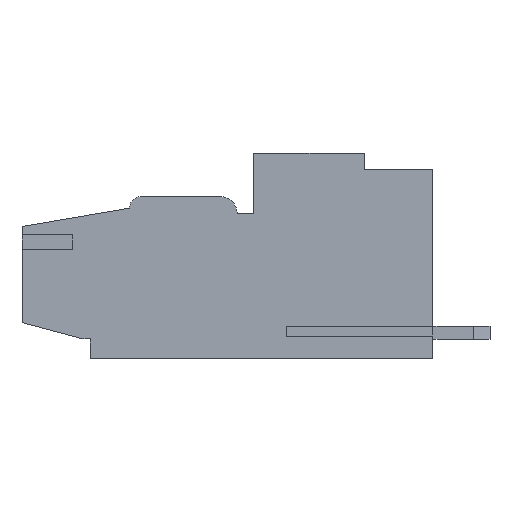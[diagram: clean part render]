
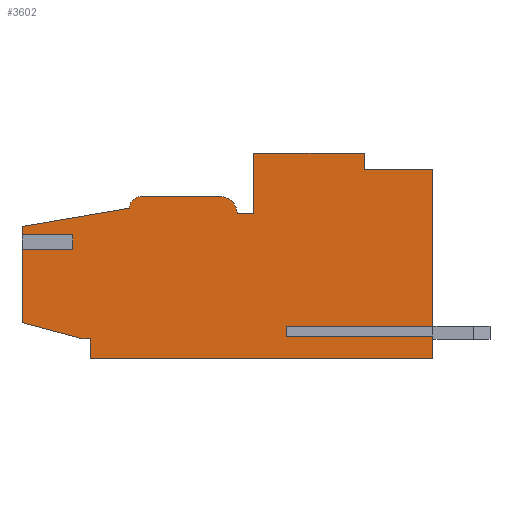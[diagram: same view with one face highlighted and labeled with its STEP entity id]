
A CAD part, left-side view. The second image highlights one B-rep face of the part: STEP entity #3602.
In plain terms, the highlighted planar face has unit normal (-1, 0, 0).
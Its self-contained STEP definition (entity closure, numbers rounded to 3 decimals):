
#97=DIRECTION('',(0.,0.,-1.));
#98=VECTOR('',#97,0.53);
#99=CARTESIAN_POINT('',(0.,22.1,7.415));
#100=LINE('',#99,#98);
#101=DIRECTION('',(0.,-1.,0.));
#102=VECTOR('',#101,3.1);
#103=CARTESIAN_POINT('',(0.,25.2,7.415));
#104=LINE('',#103,#102);
#105=DIRECTION('',(0.,0.,1.));
#106=VECTOR('',#105,0.696);
#107=CARTESIAN_POINT('',(0.,25.2,7.415));
#108=LINE('',#107,#106);
#109=DIRECTION('',(0.,0.986,-0.168));
#110=VECTOR('',#109,6.68);
#111=CARTESIAN_POINT('',(0.,18.615,9.236));
#112=LINE('',#111,#110);
#113=CARTESIAN_POINT('',(0.,17.909,9.236));
#114=DIRECTION('',(1.,0.,0.));
#115=DIRECTION('',(0.,1.,0.));
#116=AXIS2_PLACEMENT_3D('',#113,#114,#115);
#118=DIRECTION('',(0.,1.,0.));
#119=VECTOR('',#118,4.857);
#120=CARTESIAN_POINT('',(0.,13.052,9.942));
#121=LINE('',#120,#119);
#122=CARTESIAN_POINT('',(0.,13.052,8.89));
#123=DIRECTION('',(1.,0.,0.));
#124=DIRECTION('',(0.,0.,1.));
#125=AXIS2_PLACEMENT_3D('',#122,#123,#124);
#127=DIRECTION('',(0.,1.,0.));
#128=VECTOR('',#127,1.);
#129=CARTESIAN_POINT('',(0.,11.,8.89));
#130=LINE('',#129,#128);
#131=DIRECTION('',(0.,0.,-1.));
#132=VECTOR('',#131,3.71);
#133=CARTESIAN_POINT('',(0.,11.,12.6));
#134=LINE('',#133,#132);
#135=DIRECTION('',(0.,-1.,0.));
#136=VECTOR('',#135,6.8);
#137=CARTESIAN_POINT('',(0.,11.,12.6));
#138=LINE('',#137,#136);
#139=DIRECTION('',(0.,0.,-1.));
#140=VECTOR('',#139,1.);
#141=CARTESIAN_POINT('',(0.,4.2,12.6));
#142=LINE('',#141,#140);
#143=DIRECTION('',(0.,1.,0.));
#144=VECTOR('',#143,4.2);
#145=CARTESIAN_POINT('',(0.,0.,11.6));
#146=LINE('',#145,#144);
#147=DIRECTION('',(0.,0.,-1.));
#148=VECTOR('',#147,9.65);
#149=CARTESIAN_POINT('',(0.,0.,11.6));
#150=LINE('',#149,#148);
#151=DIRECTION('',(0.,1.,0.));
#152=VECTOR('',#151,9.);
#153=CARTESIAN_POINT('',(0.,0.,1.95));
#154=LINE('',#153,#152);
#155=DIRECTION('',(0.,0.,1.));
#156=VECTOR('',#155,0.6);
#157=CARTESIAN_POINT('',(0.,9.,1.35));
#158=LINE('',#157,#156);
#159=DIRECTION('',(0.,1.,0.));
#160=VECTOR('',#159,9.);
#161=CARTESIAN_POINT('',(0.,0.,1.35));
#162=LINE('',#161,#160);
#163=DIRECTION('',(0.,0.,-1.));
#164=VECTOR('',#163,1.35);
#165=CARTESIAN_POINT('',(0.,0.,1.35));
#166=LINE('',#165,#164);
#167=DIRECTION('',(0.,1.,0.));
#168=VECTOR('',#167,21.);
#169=CARTESIAN_POINT('',(0.,0.,0.));
#170=LINE('',#169,#168);
#171=DIRECTION('',(0.,0.,1.));
#172=VECTOR('',#171,1.22);
#173=CARTESIAN_POINT('',(0.,21.,0.));
#174=LINE('',#173,#172);
#175=DIRECTION('',(0.,-1.,0.));
#176=VECTOR('',#175,0.47);
#177=CARTESIAN_POINT('',(0.,21.47,1.22));
#178=LINE('',#177,#176);
#179=DIRECTION('',(0.,-0.967,-0.257));
#180=VECTOR('',#179,3.859);
#181=CARTESIAN_POINT('',(0.,25.2,2.21));
#182=LINE('',#181,#180);
#183=DIRECTION('',(0.,0.,1.));
#184=VECTOR('',#183,4.675);
#185=CARTESIAN_POINT('',(0.,25.2,2.21));
#186=LINE('',#185,#184);
#187=DIRECTION('',(0.,-1.,0.));
#188=VECTOR('',#187,3.1);
#189=CARTESIAN_POINT('',(0.,25.2,6.885));
#190=LINE('',#189,#188);
#2777=CARTESIAN_POINT('',(0.,25.2,2.21));
#2778=CARTESIAN_POINT('',(0.,21.47,1.22));
#2779=VERTEX_POINT('',#2777);
#2780=VERTEX_POINT('',#2778);
#2781=CARTESIAN_POINT('',(0.,21.,1.22));
#2782=VERTEX_POINT('',#2781);
#2783=CARTESIAN_POINT('',(0.,21.,0.));
#2784=VERTEX_POINT('',#2783);
#2785=CARTESIAN_POINT('',(0.,0.,11.6));
#2786=CARTESIAN_POINT('',(0.,4.2,11.6));
#2787=VERTEX_POINT('',#2785);
#2788=VERTEX_POINT('',#2786);
#2789=CARTESIAN_POINT('',(0.,4.2,12.6));
#2790=VERTEX_POINT('',#2789);
#2791=CARTESIAN_POINT('',(0.,11.,12.6));
#2792=CARTESIAN_POINT('',(0.,11.,8.89));
#2793=VERTEX_POINT('',#2791);
#2794=VERTEX_POINT('',#2792);
#2795=CARTESIAN_POINT('',(0.,12.,8.89));
#2796=VERTEX_POINT('',#2795);
#2797=CARTESIAN_POINT('',(0.,13.052,9.942));
#2798=VERTEX_POINT('',#2797);
#2799=CARTESIAN_POINT('',(0.,17.909,9.942));
#2800=VERTEX_POINT('',#2799);
#2801=CARTESIAN_POINT('',(0.,18.615,9.236));
#2802=VERTEX_POINT('',#2801);
#2803=CARTESIAN_POINT('',(0.,25.2,8.111));
#2804=VERTEX_POINT('',#2803);
#2805=CARTESIAN_POINT('',(0.,0.,0.));
#2806=VERTEX_POINT('',#2805);
#2923=CARTESIAN_POINT('',(0.,9.,1.35));
#2924=CARTESIAN_POINT('',(0.,9.,1.95));
#2925=VERTEX_POINT('',#2923);
#2926=VERTEX_POINT('',#2924);
#2927=CARTESIAN_POINT('',(0.,0.,1.35));
#2928=VERTEX_POINT('',#2927);
#2929=CARTESIAN_POINT('',(0.,0.,1.95));
#2930=VERTEX_POINT('',#2929);
#2943=CARTESIAN_POINT('',(0.,22.1,7.415));
#2944=CARTESIAN_POINT('',(0.,22.1,6.885));
#2945=VERTEX_POINT('',#2943);
#2946=VERTEX_POINT('',#2944);
#2947=CARTESIAN_POINT('',(0.,25.2,6.885));
#2948=VERTEX_POINT('',#2947);
#2949=CARTESIAN_POINT('',(0.,25.2,7.415));
#2950=VERTEX_POINT('',#2949);
#3549=CARTESIAN_POINT('',(0.,0.,0.));
#3550=DIRECTION('',(1.,0.,0.));
#3551=DIRECTION('',(0.,0.,-1.));
#3552=AXIS2_PLACEMENT_3D('',#3549,#3550,#3551);
#3553=PLANE('',#3552);
#3555=ORIENTED_EDGE('',*,*,#3554,.F.);
#3557=ORIENTED_EDGE('',*,*,#3556,.F.);
#3559=ORIENTED_EDGE('',*,*,#3558,.T.);
#3561=ORIENTED_EDGE('',*,*,#3560,.F.);
#3563=ORIENTED_EDGE('',*,*,#3562,.T.);
#3565=ORIENTED_EDGE('',*,*,#3564,.F.);
#3567=ORIENTED_EDGE('',*,*,#3566,.T.);
#3569=ORIENTED_EDGE('',*,*,#3568,.F.);
#3571=ORIENTED_EDGE('',*,*,#3570,.F.);
#3573=ORIENTED_EDGE('',*,*,#3572,.T.);
#3575=ORIENTED_EDGE('',*,*,#3574,.T.);
#3577=ORIENTED_EDGE('',*,*,#3576,.F.);
#3579=ORIENTED_EDGE('',*,*,#3578,.T.);
#3581=ORIENTED_EDGE('',*,*,#3580,.T.);
#3583=ORIENTED_EDGE('',*,*,#3582,.F.);
#3585=ORIENTED_EDGE('',*,*,#3584,.F.);
#3587=ORIENTED_EDGE('',*,*,#3586,.T.);
#3589=ORIENTED_EDGE('',*,*,#3588,.T.);
#3591=ORIENTED_EDGE('',*,*,#3590,.T.);
#3593=ORIENTED_EDGE('',*,*,#3592,.F.);
#3595=ORIENTED_EDGE('',*,*,#3594,.F.);
#3597=ORIENTED_EDGE('',*,*,#3596,.T.);
#3599=ORIENTED_EDGE('',*,*,#3598,.T.);
#3600=EDGE_LOOP('',(#3555,#3557,#3559,#3561,#3563,#3565,#3567,#3569,#3571,#3573,
#3575,#3577,#3579,#3581,#3583,#3585,#3587,#3589,#3591,#3593,#3595,#3597,#3599));
#3601=FACE_OUTER_BOUND('',#3600,.F.);
#3602=ADVANCED_FACE('',(#3601),#3553,.F.);
#117=CIRCLE('',#116,0.706);
#126=CIRCLE('',#125,1.052);
#3554=EDGE_CURVE('',#2945,#2946,#100,.T.);
#3556=EDGE_CURVE('',#2950,#2945,#104,.T.);
#3558=EDGE_CURVE('',#2950,#2804,#108,.T.);
#3560=EDGE_CURVE('',#2802,#2804,#112,.T.);
#3562=EDGE_CURVE('',#2802,#2800,#117,.T.);
#3564=EDGE_CURVE('',#2798,#2800,#121,.T.);
#3566=EDGE_CURVE('',#2798,#2796,#126,.T.);
#3568=EDGE_CURVE('',#2794,#2796,#130,.T.);
#3570=EDGE_CURVE('',#2793,#2794,#134,.T.);
#3572=EDGE_CURVE('',#2793,#2790,#138,.T.);
#3574=EDGE_CURVE('',#2790,#2788,#142,.T.);
#3576=EDGE_CURVE('',#2787,#2788,#146,.T.);
#3578=EDGE_CURVE('',#2787,#2930,#150,.T.);
#3580=EDGE_CURVE('',#2930,#2926,#154,.T.);
#3582=EDGE_CURVE('',#2925,#2926,#158,.T.);
#3584=EDGE_CURVE('',#2928,#2925,#162,.T.);
#3586=EDGE_CURVE('',#2928,#2806,#166,.T.);
#3588=EDGE_CURVE('',#2806,#2784,#170,.T.);
#3590=EDGE_CURVE('',#2784,#2782,#174,.T.);
#3592=EDGE_CURVE('',#2780,#2782,#178,.T.);
#3594=EDGE_CURVE('',#2779,#2780,#182,.T.);
#3596=EDGE_CURVE('',#2779,#2948,#186,.T.);
#3598=EDGE_CURVE('',#2948,#2946,#190,.T.);
